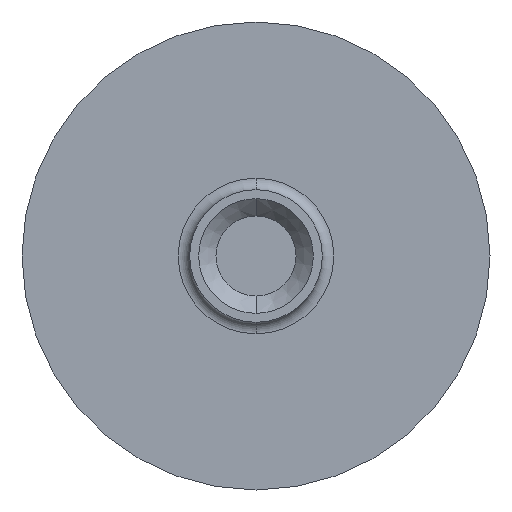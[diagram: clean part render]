
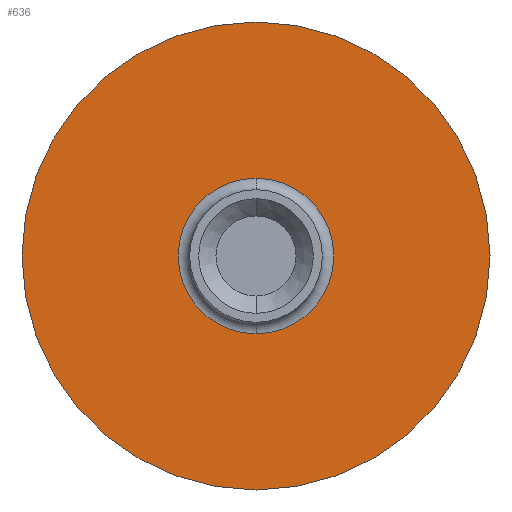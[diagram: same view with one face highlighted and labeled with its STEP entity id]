
A CAD part, front view. The second image highlights one B-rep face of the part: STEP entity #636.
In plain terms, the highlighted planar face has unit normal (0, -1, 0).
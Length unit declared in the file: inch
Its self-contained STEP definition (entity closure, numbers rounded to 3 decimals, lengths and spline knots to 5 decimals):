
#45 = CIRCLE ( 'NONE', #91, 0.0675 ) ;
#63 = DIRECTION ( 'NONE',  ( 0., 0., 1. ) ) ;
#78 = ORIENTED_EDGE ( 'NONE', *, *, #94, .F. ) ;
#79 = EDGE_LOOP ( 'NONE', ( #709, #716 ) ) ;
#85 = DIRECTION ( 'NONE',  ( 0., 0., 1. ) ) ;
#91 = AXIS2_PLACEMENT_3D ( 'NONE', #229, #630, #294 ) ;
#94 = EDGE_CURVE ( 'NONE', #717, #271, #279, .T. ) ;
#99 = CARTESIAN_POINT ( 'NONE',  ( 0., 0., 0. ) ) ;
#130 = CARTESIAN_POINT ( 'NONE',  ( 0., 0., 0.203 ) ) ;
#141 = PLANE ( 'NONE',  #428 ) ;
#142 = AXIS2_PLACEMENT_3D ( 'NONE', #99, #514, #158 ) ;
#143 = CARTESIAN_POINT ( 'NONE',  ( 0., 0., 0. ) ) ;
#158 = DIRECTION ( 'NONE',  ( 0., 0., 1. ) ) ;
#172 = VERTEX_POINT ( 'NONE', #570 ) ;
#206 = EDGE_LOOP ( 'NONE', ( #78, #644 ) ) ;
#222 = CARTESIAN_POINT ( 'NONE',  ( 0., 0., 0. ) ) ;
#229 = CARTESIAN_POINT ( 'NONE',  ( 0., 0., 0. ) ) ;
#270 = CARTESIAN_POINT ( 'NONE',  ( 0., 0., 0. ) ) ;
#271 = VERTEX_POINT ( 'NONE', #130 ) ;
#279 = CIRCLE ( 'NONE', #594, 0.203 ) ;
#294 = DIRECTION ( 'NONE',  ( 0., 0., 1. ) ) ;
#319 = DIRECTION ( 'NONE',  ( 0., 0., 1. ) ) ;
#327 = VERTEX_POINT ( 'NONE', #423 ) ;
#331 = FACE_OUTER_BOUND ( 'NONE', #206, .T. ) ;
#387 = AXIS2_PLACEMENT_3D ( 'NONE', #270, #660, #319 ) ;
#423 = CARTESIAN_POINT ( 'NONE',  ( 0., 0., 0.0675 ) ) ;
#428 = AXIS2_PLACEMENT_3D ( 'NONE', #143, #718, #85 ) ;
#464 = CARTESIAN_POINT ( 'NONE',  ( 0., 0., -0.203 ) ) ;
#514 = DIRECTION ( 'NONE',  ( 0., 1., 0. ) ) ;
#547 = EDGE_CURVE ( 'NONE', #172, #327, #651, .T. ) ;
#562 = EDGE_CURVE ( 'NONE', #271, #717, #726, .T. ) ;
#570 = CARTESIAN_POINT ( 'NONE',  ( 0., 0., -0.0675 ) ) ;
#594 = AXIS2_PLACEMENT_3D ( 'NONE', #222, #616, #63 ) ;
#616 = DIRECTION ( 'NONE',  ( 0., 1., 0. ) ) ;
#629 = FACE_BOUND ( 'NONE', #79, .T. ) ;
#630 = DIRECTION ( 'NONE',  ( 0., 1., 0. ) ) ;
#636 = ADVANCED_FACE ( 'NONE', ( #629, #331 ), #141, .F. ) ;
#644 = ORIENTED_EDGE ( 'NONE', *, *, #562, .F. ) ;
#651 = CIRCLE ( 'NONE', #142, 0.0675 ) ;
#660 = DIRECTION ( 'NONE',  ( 0., 1., 0. ) ) ;
#692 = EDGE_CURVE ( 'NONE', #327, #172, #45, .T. ) ;
#709 = ORIENTED_EDGE ( 'NONE', *, *, #692, .T. ) ;
#716 = ORIENTED_EDGE ( 'NONE', *, *, #547, .T. ) ;
#717 = VERTEX_POINT ( 'NONE', #464 ) ;
#718 = DIRECTION ( 'NONE',  ( 0., 1., 0. ) ) ;
#726 = CIRCLE ( 'NONE', #387, 0.203 ) ;
